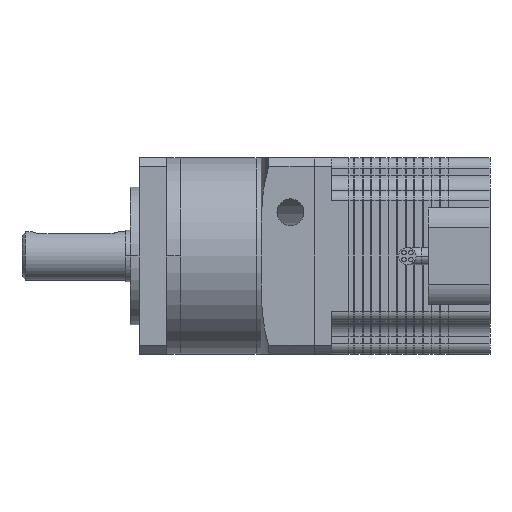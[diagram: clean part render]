
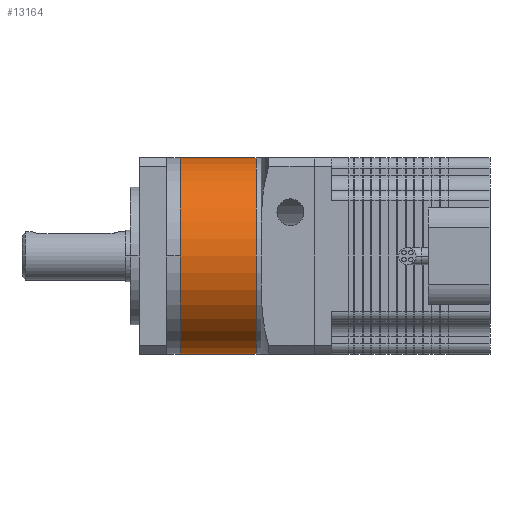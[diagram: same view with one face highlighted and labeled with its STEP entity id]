
A CAD part, left-side view. The second image highlights one B-rep face of the part: STEP entity #13164.
In plain terms, the highlighted cylindrical face has radius 28.5 mm (diameter 57 mm), a partial arc.
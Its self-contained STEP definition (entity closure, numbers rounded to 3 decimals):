
#936 = VECTOR ( 'NONE', #31271, 1000. ) ;
#1580 = AXIS2_PLACEMENT_3D ( 'NONE', #3243, #6070, #26376 ) ;
#3243 = CARTESIAN_POINT ( 'NONE',  ( 0., 0., 0. ) ) ;
#3800 = AXIS2_PLACEMENT_3D ( 'NONE', #21075, #27106, #9617 ) ;
#4447 = ORIENTED_EDGE ( 'NONE', *, *, #30742, .F. ) ;
#6070 = DIRECTION ( 'NONE',  ( 0., 1., 0. ) ) ;
#6191 = ORIENTED_EDGE ( 'NONE', *, *, #14336, .T. ) ;
#6410 = LINE ( 'NONE', #11654, #28286 ) ;
#6419 = LINE ( 'NONE', #26513, #936 ) ;
#6544 = EDGE_LOOP ( 'NONE', ( #4447, #16313, #22308, #6191 ) ) ;
#6571 = DIRECTION ( 'NONE',  ( 0., 0., 1. ) ) ;
#6617 = CYLINDRICAL_SURFACE ( 'NONE', #3800, 28.5 ) ;
#9617 = DIRECTION ( 'NONE',  ( 0., 0., -1. ) ) ;
#10228 = VERTEX_POINT ( 'NONE', #33356 ) ;
#10302 = AXIS2_PLACEMENT_3D ( 'NONE', #32330, #26685, #6571 ) ;
#10758 = VERTEX_POINT ( 'NONE', #28604 ) ;
#11654 = CARTESIAN_POINT ( 'NONE',  ( 0., 22., -28.5 ) ) ;
#11925 = EDGE_CURVE ( 'NONE', #28713, #10758, #6410, .T. ) ;
#13164 = ADVANCED_FACE ( 'NONE', ( #29557 ), #6617, .T. ) ;
#14336 = EDGE_CURVE ( 'NONE', #10758, #28027, #20181, .T. ) ;
#16313 = ORIENTED_EDGE ( 'NONE', *, *, #17511, .F. ) ;
#17511 = EDGE_CURVE ( 'NONE', #28713, #10228, #30726, .T. ) ;
#20181 = CIRCLE ( 'NONE', #1580, 28.5 ) ;
#21075 = CARTESIAN_POINT ( 'NONE',  ( 0., 22., 0. ) ) ;
#22308 = ORIENTED_EDGE ( 'NONE', *, *, #11925, .T. ) ;
#22422 = CARTESIAN_POINT ( 'NONE',  ( 0., 0., 28.5 ) ) ;
#26376 = DIRECTION ( 'NONE',  ( 0., 0., 1. ) ) ;
#26513 = CARTESIAN_POINT ( 'NONE',  ( 0., 22., 28.5 ) ) ;
#26685 = DIRECTION ( 'NONE',  ( 0., 1., 0. ) ) ;
#27106 = DIRECTION ( 'NONE',  ( 0., -1., 0. ) ) ;
#28027 = VERTEX_POINT ( 'NONE', #22422 ) ;
#28286 = VECTOR ( 'NONE', #34790, 1000. ) ;
#28604 = CARTESIAN_POINT ( 'NONE',  ( 0., 0., -28.5 ) ) ;
#28713 = VERTEX_POINT ( 'NONE', #28912 ) ;
#28912 = CARTESIAN_POINT ( 'NONE',  ( 0., 22., -28.5 ) ) ;
#29557 = FACE_OUTER_BOUND ( 'NONE', #6544, .T. ) ;
#30726 = CIRCLE ( 'NONE', #10302, 28.5 ) ;
#30742 = EDGE_CURVE ( 'NONE', #10228, #28027, #6419, .T. ) ;
#31271 = DIRECTION ( 'NONE',  ( 0., -1., 0. ) ) ;
#32330 = CARTESIAN_POINT ( 'NONE',  ( 0., 22., 0. ) ) ;
#33356 = CARTESIAN_POINT ( 'NONE',  ( 0., 22., 28.5 ) ) ;
#34790 = DIRECTION ( 'NONE',  ( 0., -1., 0. ) ) ;
